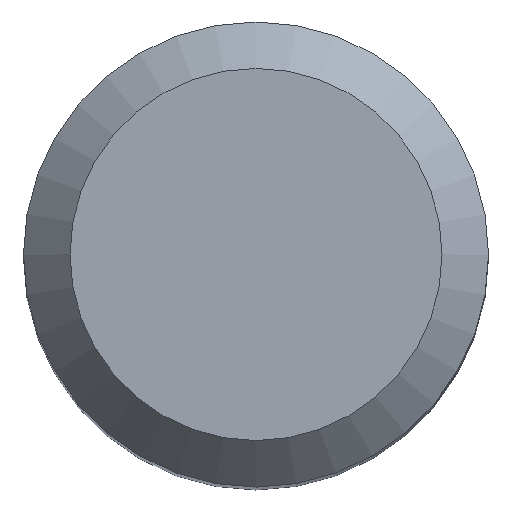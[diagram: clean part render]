
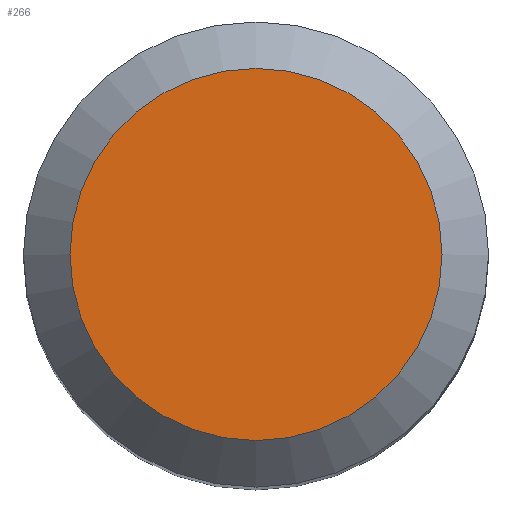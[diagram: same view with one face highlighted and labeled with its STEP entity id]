
A CAD part, top view. The second image highlights one B-rep face of the part: STEP entity #266.
In plain terms, the highlighted planar face has unit normal (0, 0, 1).
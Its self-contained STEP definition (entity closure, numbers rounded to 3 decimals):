
#25 = DIRECTION ( 'NONE',  ( 1., 0., 0. ) ) ;
#30 = ORIENTED_EDGE ( 'NONE', *, *, #162, .T. ) ;
#40 = FACE_OUTER_BOUND ( 'NONE', #84, .T. ) ;
#47 = CARTESIAN_POINT ( 'NONE',  ( 0., 0., 0. ) ) ;
#55 = PLANE ( 'NONE',  #138 ) ;
#84 = EDGE_LOOP ( 'NONE', ( #30 ) ) ;
#100 = AXIS2_PLACEMENT_3D ( 'NONE', #47, #244, #25 ) ;
#114 = CIRCLE ( 'NONE', #100, 4.8 ) ;
#115 = DIRECTION ( 'NONE',  ( 0., 0., 1. ) ) ;
#117 = VERTEX_POINT ( 'NONE', #188 ) ;
#138 = AXIS2_PLACEMENT_3D ( 'NONE', #232, #115, #212 ) ;
#162 = EDGE_CURVE ( 'NONE', #117, #117, #114, .T. ) ;
#188 = CARTESIAN_POINT ( 'NONE',  ( 4.8, 0., 0. ) ) ;
#212 = DIRECTION ( 'NONE',  ( 1., 0., 0. ) ) ;
#232 = CARTESIAN_POINT ( 'NONE',  ( 0., 0., 0. ) ) ;
#244 = DIRECTION ( 'NONE',  ( 0., 0., 1. ) ) ;
#266 = ADVANCED_FACE ( 'NONE', ( #40 ), #55, .T. ) ;
